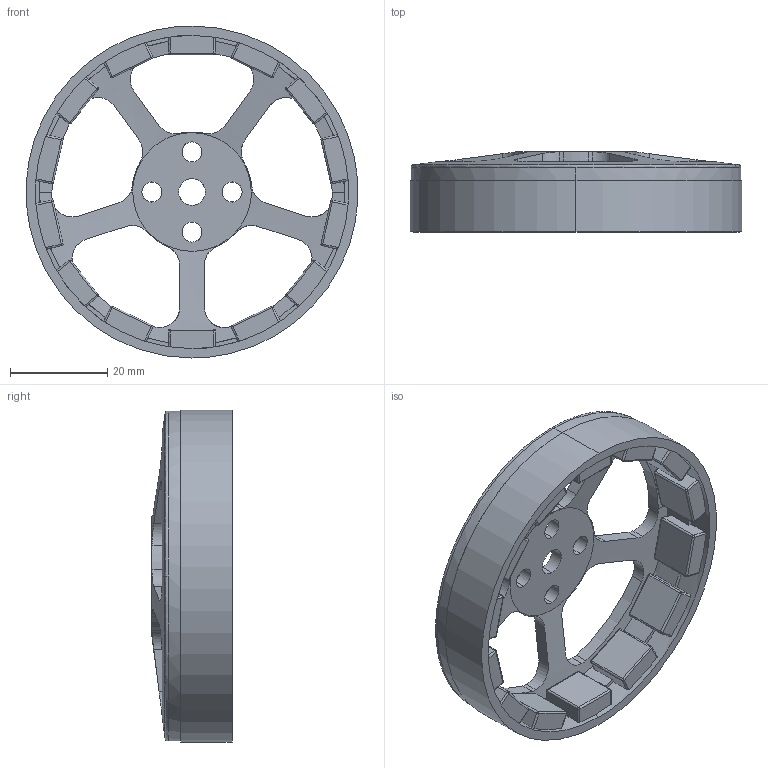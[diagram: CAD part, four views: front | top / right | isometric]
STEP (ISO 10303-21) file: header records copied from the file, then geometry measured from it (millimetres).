
FILE_DESCRIPTION(('FreeCAD Model'),'2;1');
FILE_NAME('Open CASCADE Shape Model','2025-05-03T01:41:20',('FreeCAD'),( 'FreeCAD'),'Open CASCADE STEP processor 7.6','FreeCAD','Unknown');
FILE_SCHEMA(('AUTOMOTIVE_DESIGN { 1 0 10303 214 1 1 1 1 }'));
Length unit declared in the file: millimetre
Products named in the file (1): Open CASCADE STEP translator 7.6 1
Bounding box: 68.25 x 16.48 x 68.34 mm (x, y, z)
Volume: 15166.1 mm3; surface area: 11802.8 mm2
Topology: 1 solids, 1 shells, 328 faces, 869 edges, 482 vertices
Faces by surface type: bspline 328
Entity records: 10388 total; most frequent: CARTESIAN_POINT 5820, ORIENTED_EDGE 1626, EDGE_CURVE 813, B_SPLINE_CURVE_WITH_KNOTS 518, VERTEX_POINT 482, FACE_BOUND 343, EDGE_LOOP 343, ADVANCED_FACE 328
